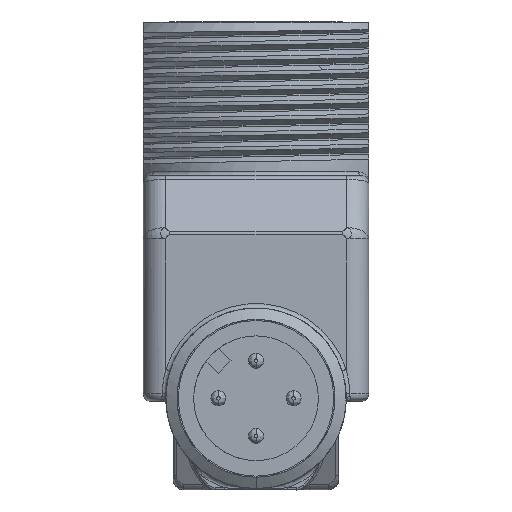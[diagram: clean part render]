
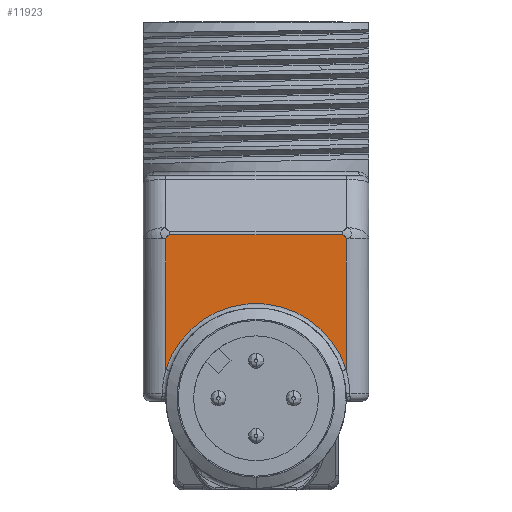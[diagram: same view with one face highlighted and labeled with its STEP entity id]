
A CAD part, front view. The second image highlights one B-rep face of the part: STEP entity #11923.
In plain terms, the highlighted planar face has unit normal (0, -1, 0).
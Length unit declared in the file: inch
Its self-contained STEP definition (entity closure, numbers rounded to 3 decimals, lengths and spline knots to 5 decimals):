
#1040=DIRECTION('',(0.,0.,-1.));
#1041=VECTOR('',#1040,0.34162);
#1042=CARTESIAN_POINT('',(-0.23622,-0.67913,
0.13772));
#1043=LINE('',#1042,#1041);
#1053=CARTESIAN_POINT('',(-0.23622,-0.67913,
0.13772));
#1054=CARTESIAN_POINT('',(-0.23608,-0.67913,
0.14281));
#1055=CARTESIAN_POINT('',(-0.23076,-0.67913,
0.14827));
#1056=CARTESIAN_POINT('',(-0.22567,-0.67913,
0.14827));
#1058=CARTESIAN_POINT('',(0.23622,-0.67913,
0.13772));
#1059=CARTESIAN_POINT('',(0.23608,-0.67913,
0.14281));
#1060=CARTESIAN_POINT('',(0.23076,-0.67913,
0.14827));
#1061=CARTESIAN_POINT('',(0.22567,-0.67913,
0.14827));
#1067=DIRECTION('',(0.,0.,1.));
#1068=VECTOR('',#1067,0.34162);
#1069=CARTESIAN_POINT('',(0.23622,-0.67913,
-0.2039));
#1070=LINE('',#1069,#1068);
#4417=CARTESIAN_POINT('',(-0.23622,-0.67913,
-0.2039));
#4437=CARTESIAN_POINT('',(0.,-0.67913,-0.27953));
#4438=DIRECTION('',(0.,-1.,0.));
#4439=DIRECTION('',(0.952,0.,0.305));
#4440=AXIS2_PLACEMENT_3D('',#4437,#4438,#4439);
#6050=DIRECTION('',(-1.,0.,0.));
#6051=VECTOR('',#6050,0.45134);
#6052=CARTESIAN_POINT('',(0.22567,-0.67913,
0.14827));
#6053=LINE('',#6052,#6051);
#10258=VERTEX_POINT('',#1058);
#10259=VERTEX_POINT('',#1061);
#10265=CARTESIAN_POINT('',(-0.22567,-0.67913,
0.14827));
#10266=VERTEX_POINT('',#10265);
#10267=VERTEX_POINT('',#1053);
#11032=VERTEX_POINT('',#4417);
#11036=CARTESIAN_POINT('',(0.23622,-0.67913,
-0.2039));
#11037=VERTEX_POINT('',#11036);
#11905=CARTESIAN_POINT('',(-0.29528,-0.67913,0.));
#11906=DIRECTION('',(0.,-1.,0.));
#11907=DIRECTION('',(1.,0.,0.));
#11908=AXIS2_PLACEMENT_3D('',#11905,#11906,#11907);
#11909=PLANE('',#11908);
#11911=ORIENTED_EDGE('',*,*,#11910,.F.);
#11913=ORIENTED_EDGE('',*,*,#11912,.T.);
#11914=ORIENTED_EDGE('',*,*,#11893,.F.);
#11916=ORIENTED_EDGE('',*,*,#11915,.T.);
#11918=ORIENTED_EDGE('',*,*,#11917,.F.);
#11920=ORIENTED_EDGE('',*,*,#11919,.F.);
#11921=EDGE_LOOP('',(#11911,#11913,#11914,#11916,#11918,#11920));
#11922=FACE_OUTER_BOUND('',#11921,.F.);
#11923=ADVANCED_FACE('',(#11922),#11909,.T.);
#1057=B_SPLINE_CURVE_WITH_KNOTS('',3,(#1053,#1054,#1055,#1056),.UNSPECIFIED.,
.F.,.F.,(4,4),(0.,1.),.UNSPECIFIED.);
#1062=B_SPLINE_CURVE_WITH_KNOTS('',3,(#1058,#1059,#1060,#1061),.UNSPECIFIED.,
.F.,.F.,(4,4),(0.,1.),.UNSPECIFIED.);
#4441=CIRCLE('',#4440,0.24803);
#11893=EDGE_CURVE('',#10267,#11032,#1043,.T.);
#11910=EDGE_CURVE('',#11037,#10258,#1070,.T.);
#11912=EDGE_CURVE('',#11037,#11032,#4441,.T.);
#11915=EDGE_CURVE('',#10267,#10266,#1057,.T.);
#11917=EDGE_CURVE('',#10259,#10266,#6053,.T.);
#11919=EDGE_CURVE('',#10258,#10259,#1062,.T.);
